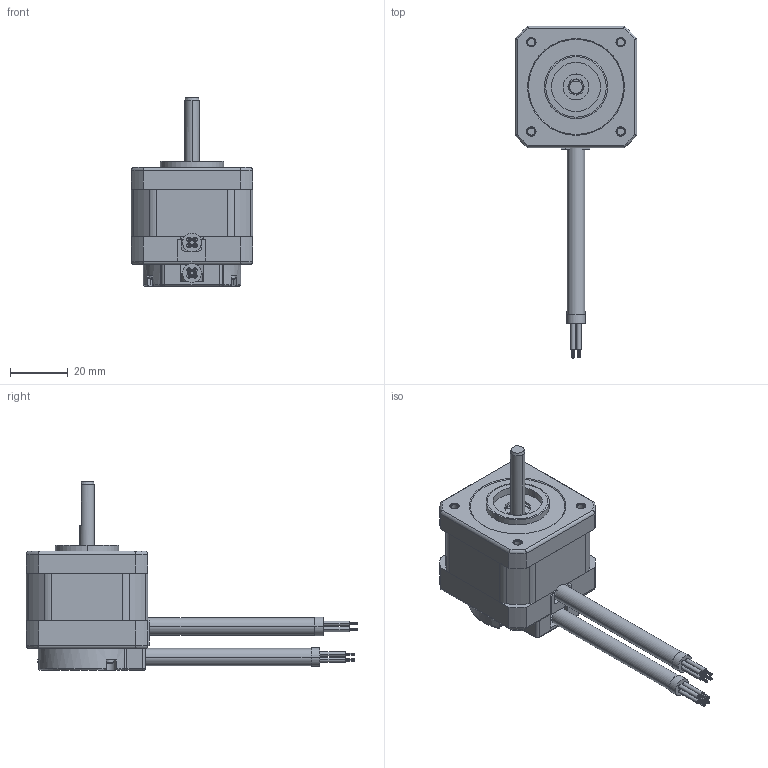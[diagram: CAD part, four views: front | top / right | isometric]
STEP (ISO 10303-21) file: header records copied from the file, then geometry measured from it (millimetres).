
FILE_DESCRIPTION((''),'2;1');
FILE_NAME('4611110058937_ASM','2023-02-09T10:24:03',('ms26442'),(''),'CREO PARAMETRIC BY PTC INC, 2018100','CREO PARAMETRIC BY PTC INC, 2018100','');
FILE_SCHEMA(('CONFIG_CONTROL_DESIGN'));
Products named in the file (25): 4613102100900; 3698153000606; 3698153000593; 4613104004954_ASM; 4613103012865_ASM; 4219121305944; 4331101000011; 4333201500044; 4613106100126; 4693220000376; 4332101208936; 4613107114559_ASM; 4331101000001; 4219121305360; 4294440200012_AF6; 4294404000181; 3698151100128; 3698154000317; 4613153001101_ASM; 3219720000565; 4693220000514; 4219122001280; 4294404002087; DIANJIXIANSHU; 4611110058937_ASM
Assembly tree (31 placements, depth 5):
  4611110058937_ASM
    4613153001101_ASM
      4613103012865_ASM
        4613104004954_ASM
          4613102100900
          3698153000606
          3698153000593
      4219121305944
      4331101000011
      4333201500044
      4613107114559_ASM
        4613106100126  x2
        4693220000376
        4332101208936
      4331101000001
      4219121305360
      4294440200012_AF6
      4294404000181  x4
      3698151100128
      3698154000317
    3219720000565
    4693220000514
    4219122001280
    4294404002087  x3
    DIANJIXIANSHU  x2
Bounding box: 42.2 x 115.3 x 65.3 mm (x, y, z)
Volume: 47032.8 mm3; surface area: 53729.9 mm2
Topology: 27 solids, 47 shells, 3103 faces, 8520 edges, 5602 vertices
Faces by surface type: cylinder 1521, plane 1389, torus 81, cone 77, bspline 21, sphere 14
Entity records: 84264 total; most frequent: CARTESIAN_POINT 17032, DIRECTION 14467, ORIENTED_EDGE 13964, EDGE_CURVE 7020, AXIS2_PLACEMENT_3D 5263, VERTEX_POINT 4606, VECTOR 3941, LINE 3941
